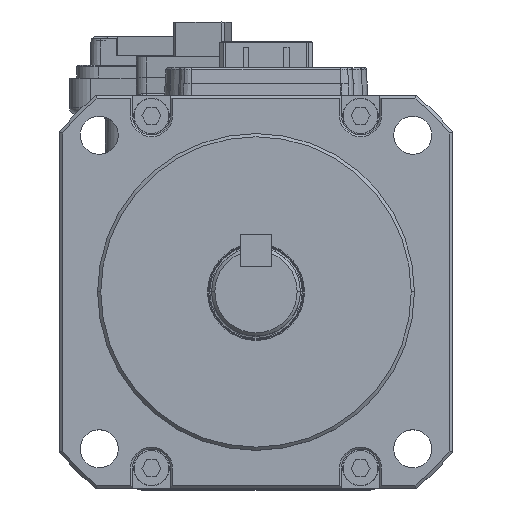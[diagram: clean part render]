
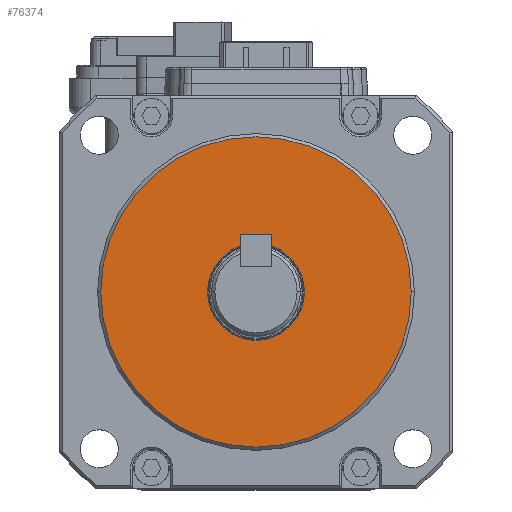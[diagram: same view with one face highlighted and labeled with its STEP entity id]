
A CAD part, top view. The second image highlights one B-rep face of the part: STEP entity #76374.
In plain terms, the highlighted planar face has unit normal (0, 0, 1).
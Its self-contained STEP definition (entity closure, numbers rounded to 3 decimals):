
#10080 = AXIS2_PLACEMENT_3D ( 'NONE', #99504, #99505, #99516 ) ;
#10163 = CIRCLE ( 'NONE', #10213, 24.5 ) ;
#10178 = AXIS2_PLACEMENT_3D ( 'NONE', #37949, #37934, #37935 ) ;
#10210 = CIRCLE ( 'NONE', #10178, 7.65 ) ;
#10213 = AXIS2_PLACEMENT_3D ( 'NONE', #38064, #37992, #38018 ) ;
#10714 = CIRCLE ( 'NONE', #10795, 24.5 ) ;
#10748 = CIRCLE ( 'NONE', #10810, 7.65 ) ;
#10795 = AXIS2_PLACEMENT_3D ( 'NONE', #38572, #38574, #38604 ) ;
#10810 = AXIS2_PLACEMENT_3D ( 'NONE', #38563, #38525, #38551 ) ;
#18653 = ORIENTED_EDGE ( 'NONE', *, *, #74808, .T. ) ;
#18681 = ORIENTED_EDGE ( 'NONE', *, *, #75032, .F. ) ;
#18719 = ORIENTED_EDGE ( 'NONE', *, *, #75055, .T. ) ;
#18738 = ORIENTED_EDGE ( 'NONE', *, *, #74785, .F. ) ;
#37934 = DIRECTION ( 'NONE',  ( 0., 0., 1. ) ) ;
#37935 = DIRECTION ( 'NONE',  ( 1., 0., 0. ) ) ;
#37949 = CARTESIAN_POINT ( 'NONE',  ( 0., 0., 45. ) ) ;
#37992 = DIRECTION ( 'NONE',  ( 0., 0., 1. ) ) ;
#38018 = DIRECTION ( 'NONE',  ( 1., 0., 0. ) ) ;
#38064 = CARTESIAN_POINT ( 'NONE',  ( 0., 0., 45. ) ) ;
#38525 = DIRECTION ( 'NONE',  ( 0., 0., 1. ) ) ;
#38551 = DIRECTION ( 'NONE',  ( 1., 0., 0. ) ) ;
#38563 = CARTESIAN_POINT ( 'NONE',  ( 0., 0., 45. ) ) ;
#38572 = CARTESIAN_POINT ( 'NONE',  ( 0., 0., 45. ) ) ;
#38574 = DIRECTION ( 'NONE',  ( 0., 0., 1. ) ) ;
#38604 = DIRECTION ( 'NONE',  ( 1., 0., 0. ) ) ;
#49735 = EDGE_LOOP ( 'NONE', ( #18738, #18681 ) ) ;
#49814 = EDGE_LOOP ( 'NONE', ( #18719, #18653 ) ) ;
#51025 = CARTESIAN_POINT ( 'NONE',  ( -24.5, 0., 45. ) ) ;
#51048 = CARTESIAN_POINT ( 'NONE',  ( 7.65, 0., 45. ) ) ;
#51075 = CARTESIAN_POINT ( 'NONE',  ( -7.65, 0., 45. ) ) ;
#51131 = CARTESIAN_POINT ( 'NONE',  ( 24.5, 0., 45. ) ) ;
#64711 = VERTEX_POINT ( 'NONE', #51048 ) ;
#64734 = VERTEX_POINT ( 'NONE', #51025 ) ;
#64736 = VERTEX_POINT ( 'NONE', #51075 ) ;
#64767 = VERTEX_POINT ( 'NONE', #51131 ) ;
#74785 = EDGE_CURVE ( 'NONE', #64736, #64711, #10210, .T. ) ;
#74808 = EDGE_CURVE ( 'NONE', #64767, #64734, #10163, .T. ) ;
#75032 = EDGE_CURVE ( 'NONE', #64711, #64736, #10748, .T. ) ;
#75055 = EDGE_CURVE ( 'NONE', #64734, #64767, #10714, .T. ) ;
#76374 = ADVANCED_FACE ( 'NONE', ( #99514, #99499 ), #99503, .T. ) ;
#99499 = FACE_BOUND ( 'NONE', #49735, .T. ) ;
#99503 = PLANE ( 'NONE',  #10080 ) ;
#99504 = CARTESIAN_POINT ( 'NONE',  ( 0., 0., 45. ) ) ;
#99505 = DIRECTION ( 'NONE',  ( 0., 0., 1. ) ) ;
#99514 = FACE_OUTER_BOUND ( 'NONE', #49814, .T. ) ;
#99516 = DIRECTION ( 'NONE',  ( 1., 0., 0. ) ) ;
